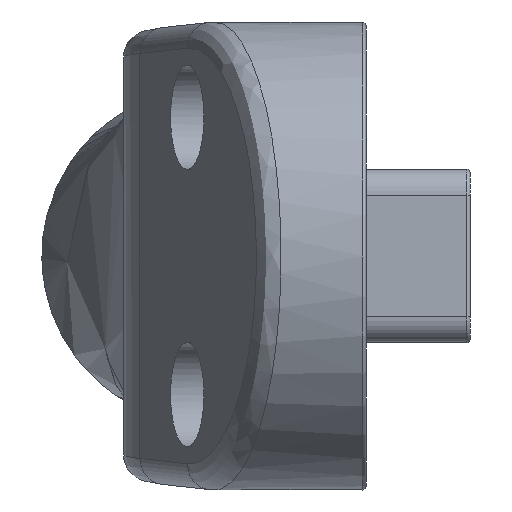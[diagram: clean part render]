
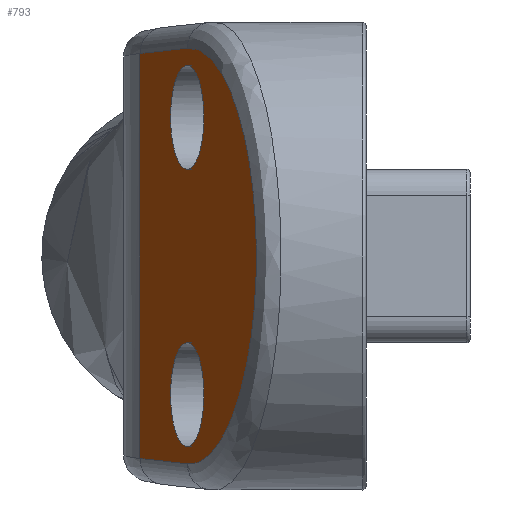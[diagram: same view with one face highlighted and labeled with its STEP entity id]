
A CAD part, front view. The second image highlights one B-rep face of the part: STEP entity #793.
In plain terms, the highlighted planar face has unit normal (-0.952, -0.305, 0).
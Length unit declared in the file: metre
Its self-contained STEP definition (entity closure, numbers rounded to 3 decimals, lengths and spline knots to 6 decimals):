
#13=ELLIPSE('',#864,0.012599,0.012);
#15=ELLIPSE('',#874,0.00315,0.003);
#16=ELLIPSE('',#879,0.00315,0.003);
#74=PLANE('',#893);
#118=LINE('',#2283,#160);
#120=LINE('',#2464,#162);
#123=LINE('',#2488,#165);
#160=VECTOR('',#1012,1.);
#162=VECTOR('',#1022,1.);
#165=VECTOR('',#1031,1.);
#343=ORIENTED_EDGE('',*,*,#486,.F.);
#344=ORIENTED_EDGE('',*,*,#474,.T.);
#345=ORIENTED_EDGE('',*,*,#477,.F.);
#346=ORIENTED_EDGE('',*,*,#480,.T.);
#347=ORIENTED_EDGE('',*,*,#492,.T.);
#348=ORIENTED_EDGE('',*,*,#489,.T.);
#474=EDGE_CURVE('',#564,#568,#118,.T.);
#477=EDGE_CURVE('',#570,#568,#13,.T.);
#480=EDGE_CURVE('',#570,#572,#120,.T.);
#486=EDGE_CURVE('',#564,#572,#123,.T.);
#489=EDGE_CURVE('',#577,#577,#15,.T.);
#492=EDGE_CURVE('',#580,#580,#16,.T.);
#564=VERTEX_POINT('',#2270);
#568=VERTEX_POINT('',#2282);
#570=VERTEX_POINT('',#2395);
#572=VERTEX_POINT('',#2463);
#577=VERTEX_POINT('',#2496);
#580=VERTEX_POINT('',#2504);
#663=EDGE_LOOP('',(#343,#344,#345,#346));
#664=EDGE_LOOP('',(#347));
#665=EDGE_LOOP('',(#348));
#731=FACE_BOUND('',#663,.T.);
#732=FACE_BOUND('',#664,.T.);
#733=FACE_BOUND('',#665,.T.);
#793=ADVANCED_FACE('',(#731,#732,#733),#74,.F.);
#864=AXIS2_PLACEMENT_3D('',#2396,#1016,#1017);
#874=AXIS2_PLACEMENT_3D('',#2495,#1040,#1041);
#879=AXIS2_PLACEMENT_3D('',#2503,#1050,#1051);
#893=AXIS2_PLACEMENT_3D('',#2538,#1090,#1091);
#1012=DIRECTION('',(0.305,-0.952,-0.035));
#1016=DIRECTION('',(0.952,0.305,0.));
#1017=DIRECTION('',(0.305,-0.952,0.));
#1022=DIRECTION('',(-0.305,0.952,-0.035));
#1031=DIRECTION('',(0.,0.,1.));
#1040=DIRECTION('',(0.952,0.305,0.));
#1041=DIRECTION('',(-0.305,0.952,0.));
#1050=DIRECTION('',(0.952,0.305,0.));
#1051=DIRECTION('',(-0.305,0.952,0.));
#1090=DIRECTION('',(0.952,0.305,0.));
#1091=DIRECTION('',(-0.305,0.952,0.));
#2270=CARTESIAN_POINT('',(-0.004048,0.008527,-0.011681));
#2282=CARTESIAN_POINT('',(-0.001313,-0.00002,-0.011992));
#2283=CARTESIAN_POINT('',(-0.001461,0.000441,-0.011975));
#2395=CARTESIAN_POINT('',(-0.001313,-0.00002,0.011992));
#2396=CARTESIAN_POINT('',(-0.001174,-0.000457,0.));
#2463=CARTESIAN_POINT('',(-0.004048,0.008527,0.011681));
#2464=CARTESIAN_POINT('',(-0.004032,0.008476,0.011683));
#2488=CARTESIAN_POINT('',(-0.004048,0.008527,-0.01309));
#2495=CARTESIAN_POINT('',(-0.00132,0.,-0.008));
#2496=CARTESIAN_POINT('',(-0.00228,0.003,-0.008));
#2503=CARTESIAN_POINT('',(-0.00132,0.,0.008));
#2504=CARTESIAN_POINT('',(-0.00228,0.003,0.008));
#2538=CARTESIAN_POINT('',(-0.005,0.0115,-0.0135));
